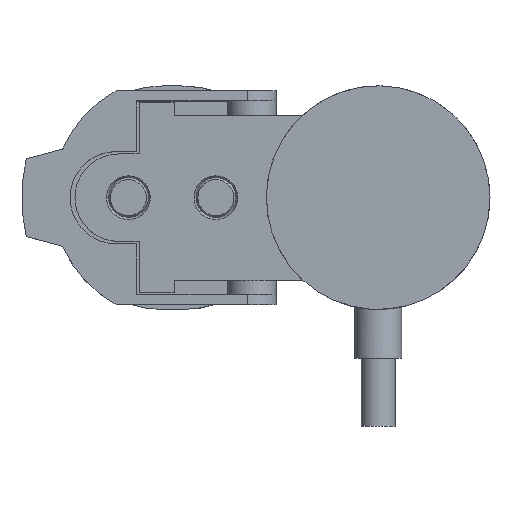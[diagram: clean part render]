
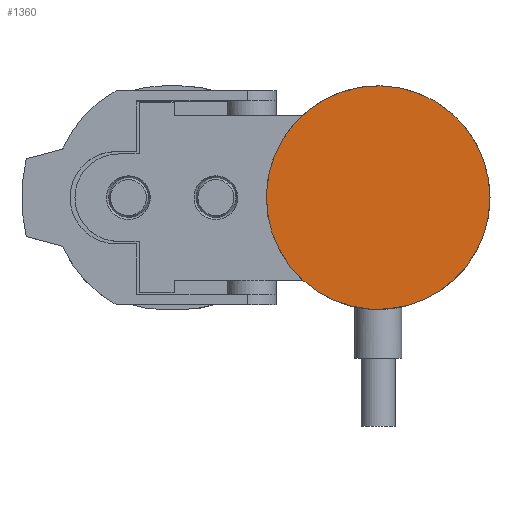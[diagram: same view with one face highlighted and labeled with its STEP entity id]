
A CAD part, top view. The second image highlights one B-rep face of the part: STEP entity #1360.
In plain terms, the highlighted planar face has unit normal (0, 0, 1).
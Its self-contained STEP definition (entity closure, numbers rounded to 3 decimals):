
#127=FACE_OUTER_BOUND($,#222,.T.);
#222=EDGE_LOOP($,(#1181));
#492=CIRCLE($,#1383,11.5);
#562=VERTEX_POINT($,#1985);
#691=EDGE_CURVE($,#562,#562,#492,.T.);
#1181=ORIENTED_EDGE($,*,*,#691,.F.);
#1284=PLANE($,#1498);
#1360=ADVANCED_FACE($,(#127),#1284,.F.);
#1383=AXIS2_PLACEMENT_3D($,#1986,#1540,#1541);
#1498=AXIS2_PLACEMENT_3D($,#2364,#1865,#1866);
#1540=DIRECTION('center_axis',(0.,0.,-1.));
#1541=DIRECTION('ref_axis',(1.,0.,0.));
#1865=DIRECTION('center_axis',(0.,0.,-1.));
#1866=DIRECTION('ref_axis',(-1.,0.,0.));
#1985=CARTESIAN_POINT('',(11.5,0.,10.5));
#1986=CARTESIAN_POINT('Origin',(0.,0.,10.5));
#2364=CARTESIAN_POINT('Origin',(0.,0.,10.5));
